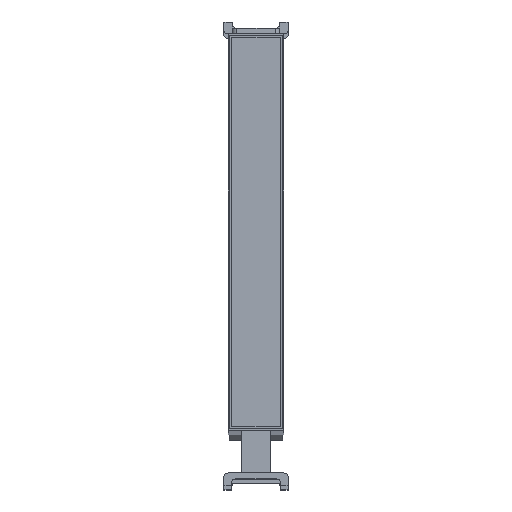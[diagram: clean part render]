
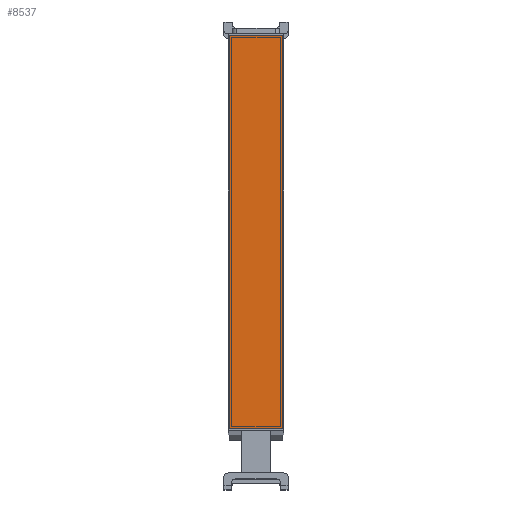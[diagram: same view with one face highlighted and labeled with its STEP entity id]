
A CAD part, top view. The second image highlights one B-rep face of the part: STEP entity #8537.
In plain terms, the highlighted planar face has unit normal (0, 0, 1).
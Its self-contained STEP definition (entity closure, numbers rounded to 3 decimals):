
#545 = LINE ( 'NONE', #5506, #6738 ) ;
#936 = CARTESIAN_POINT ( 'NONE',  ( 13., 0., 1.2 ) ) ;
#1119 = VECTOR ( 'NONE', #3572, 1000. ) ;
#1126 = VECTOR ( 'NONE', #8720, 1000. ) ;
#1463 = VERTEX_POINT ( 'NONE', #5283 ) ;
#1857 = EDGE_LOOP ( 'NONE', ( #4810, #3668, #7210, #2678 ) ) ;
#2521 = AXIS2_PLACEMENT_3D ( 'NONE', #936, #3688, #6995 ) ;
#2678 = ORIENTED_EDGE ( 'NONE', *, *, #8195, .F. ) ;
#2759 = CARTESIAN_POINT ( 'NONE',  ( 19.2, -45.95, 1.2 ) ) ;
#2962 = FACE_OUTER_BOUND ( 'NONE', #1857, .T. ) ;
#3519 = LINE ( 'NONE', #7700, #1119 ) ;
#3572 = DIRECTION ( 'NONE',  ( 1., 0., 0. ) ) ;
#3668 = ORIENTED_EDGE ( 'NONE', *, *, #5813, .F. ) ;
#3688 = DIRECTION ( 'NONE',  ( 0., 0., 1. ) ) ;
#3784 = LINE ( 'NONE', #6543, #4547 ) ;
#3948 = CARTESIAN_POINT ( 'NONE',  ( 6.8, -45.95, 1.2 ) ) ;
#4162 = EDGE_CURVE ( 'NONE', #8402, #1463, #7398, .T. ) ;
#4547 = VECTOR ( 'NONE', #7830, 1000. ) ;
#4703 = VERTEX_POINT ( 'NONE', #4889 ) ;
#4810 = ORIENTED_EDGE ( 'NONE', *, *, #6144, .F. ) ;
#4825 = CARTESIAN_POINT ( 'NONE',  ( 6.8, -45.95, 1.2 ) ) ;
#4889 = CARTESIAN_POINT ( 'NONE',  ( 19.2, 45.95, 1.2 ) ) ;
#5283 = CARTESIAN_POINT ( 'NONE',  ( 6.8, 45.95, 1.2 ) ) ;
#5418 = DIRECTION ( 'NONE',  ( 0., -1., 0. ) ) ;
#5506 = CARTESIAN_POINT ( 'NONE',  ( 19.2, 45.95, 1.2 ) ) ;
#5813 = EDGE_CURVE ( 'NONE', #1463, #4703, #3519, .T. ) ;
#6144 = EDGE_CURVE ( 'NONE', #4703, #6985, #545, .T. ) ;
#6543 = CARTESIAN_POINT ( 'NONE',  ( 19.2, -45.95, 1.2 ) ) ;
#6738 = VECTOR ( 'NONE', #5418, 1000. ) ;
#6985 = VERTEX_POINT ( 'NONE', #2759 ) ;
#6995 = DIRECTION ( 'NONE',  ( -1., 0., 0. ) ) ;
#7210 = ORIENTED_EDGE ( 'NONE', *, *, #4162, .F. ) ;
#7398 = LINE ( 'NONE', #3948, #1126 ) ;
#7700 = CARTESIAN_POINT ( 'NONE',  ( 6.8, 45.95, 1.2 ) ) ;
#7830 = DIRECTION ( 'NONE',  ( -1., 0., 0. ) ) ;
#8195 = EDGE_CURVE ( 'NONE', #6985, #8402, #3784, .T. ) ;
#8402 = VERTEX_POINT ( 'NONE', #4825 ) ;
#8508 = PLANE ( 'NONE',  #2521 ) ;
#8537 = ADVANCED_FACE ( 'NONE', ( #2962 ), #8508, .T. ) ;
#8720 = DIRECTION ( 'NONE',  ( 0., 1., 0. ) ) ;
